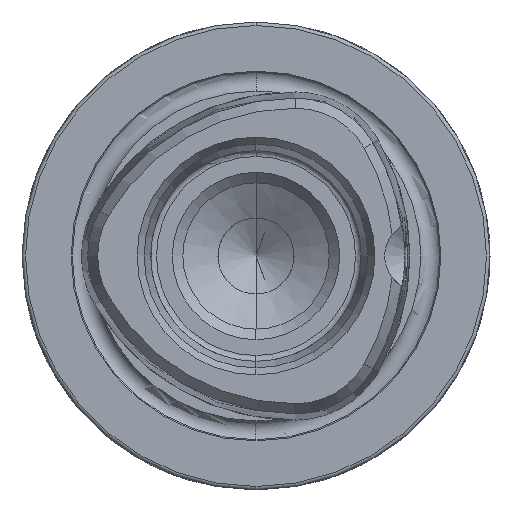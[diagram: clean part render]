
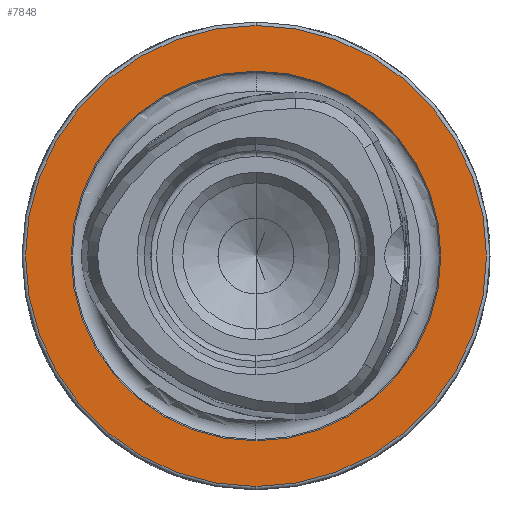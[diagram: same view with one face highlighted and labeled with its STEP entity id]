
A CAD part, left-side view. The second image highlights one B-rep face of the part: STEP entity #7848.
In plain terms, the highlighted planar face has unit normal (-1, 0, 0).
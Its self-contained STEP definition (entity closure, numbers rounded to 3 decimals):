
#1658 = AXIS2_PLACEMENT_3D ( 'NONE', #2389, #2264, #2393 ) ;
#1855 = VERTEX_POINT ( 'NONE', #1884 ) ;
#1884 = CARTESIAN_POINT ( 'NONE',  ( 0., 0., 19.7 ) ) ;
#2010 = ORIENTED_EDGE ( 'NONE', *, *, #6669, .T. ) ;
#2264 = DIRECTION ( 'NONE',  ( -1., 0., 0. ) ) ;
#2277 = DIRECTION ( 'NONE',  ( -1., 0., 0. ) ) ;
#2316 = DIRECTION ( 'NONE',  ( 0., 0., 1. ) ) ;
#2372 = CARTESIAN_POINT ( 'NONE',  ( 0., 0., 0. ) ) ;
#2389 = CARTESIAN_POINT ( 'NONE',  ( 0., 0., 0. ) ) ;
#2393 = DIRECTION ( 'NONE',  ( 0., 0., 1. ) ) ;
#2821 = PLANE ( 'NONE',  #4975 ) ;
#2823 = CARTESIAN_POINT ( 'NONE',  ( 0., 15.8, 0. ) ) ;
#2828 = DIRECTION ( 'NONE',  ( 1., 0., 0. ) ) ;
#2829 = DIRECTION ( 'NONE',  ( 0., 0., -1. ) ) ;
#3424 = CARTESIAN_POINT ( 'NONE',  ( 0., 0., -15.8 ) ) ;
#3441 = CARTESIAN_POINT ( 'NONE',  ( 0., 0., -19.7 ) ) ;
#3481 = CARTESIAN_POINT ( 'NONE',  ( 0., 0., 15.8 ) ) ;
#3874 = CIRCLE ( 'NONE', #9956, 15.8 ) ;
#3916 = CIRCLE ( 'NONE', #9569, 19.7 ) ;
#3940 = CIRCLE ( 'NONE', #1658, 19.7 ) ;
#4005 = CIRCLE ( 'NONE', #7454, 15.8 ) ;
#4975 = AXIS2_PLACEMENT_3D ( 'NONE', #2823, #2828, #2829 ) ;
#5192 = EDGE_LOOP ( 'NONE', ( #9272, #9199 ) ) ;
#5262 = EDGE_LOOP ( 'NONE', ( #2010, #9340 ) ) ;
#6627 = EDGE_CURVE ( 'NONE', #8957, #8938, #4005, .T. ) ;
#6646 = EDGE_CURVE ( 'NONE', #8928, #1855, #3940, .T. ) ;
#6669 = EDGE_CURVE ( 'NONE', #1855, #8928, #3916, .T. ) ;
#7044 = EDGE_CURVE ( 'NONE', #8938, #8957, #3874, .T. ) ;
#7454 = AXIS2_PLACEMENT_3D ( 'NONE', #2372, #2277, #2316 ) ;
#7848 = ADVANCED_FACE ( 'NONE', ( #8727, #8720 ), #2821, .F. ) ;
#8720 = FACE_OUTER_BOUND ( 'NONE', #5262, .T. ) ;
#8727 = FACE_BOUND ( 'NONE', #5192, .T. ) ;
#8781 = CARTESIAN_POINT ( 'NONE',  ( 0., 0., 0. ) ) ;
#8804 = DIRECTION ( 'NONE',  ( 0., 0., 1. ) ) ;
#8808 = DIRECTION ( 'NONE',  ( -1., 0., 0. ) ) ;
#8928 = VERTEX_POINT ( 'NONE', #3441 ) ;
#8938 = VERTEX_POINT ( 'NONE', #3424 ) ;
#8957 = VERTEX_POINT ( 'NONE', #3481 ) ;
#9199 = ORIENTED_EDGE ( 'NONE', *, *, #7044, .F. ) ;
#9272 = ORIENTED_EDGE ( 'NONE', *, *, #6627, .F. ) ;
#9340 = ORIENTED_EDGE ( 'NONE', *, *, #6646, .T. ) ;
#9569 = AXIS2_PLACEMENT_3D ( 'NONE', #9758, #9699, #9695 ) ;
#9695 = DIRECTION ( 'NONE',  ( 0., 0., 1. ) ) ;
#9699 = DIRECTION ( 'NONE',  ( -1., 0., 0. ) ) ;
#9758 = CARTESIAN_POINT ( 'NONE',  ( 0., 0., 0. ) ) ;
#9956 = AXIS2_PLACEMENT_3D ( 'NONE', #8781, #8808, #8804 ) ;
